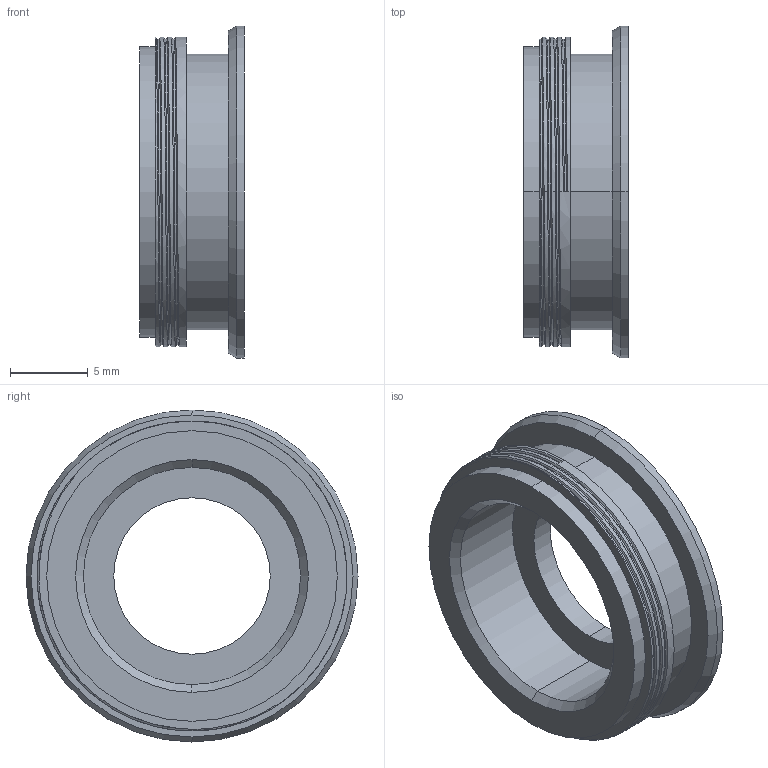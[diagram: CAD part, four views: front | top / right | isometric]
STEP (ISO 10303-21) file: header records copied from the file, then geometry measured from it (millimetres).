
FILE_DESCRIPTION (( 'STEP AP214' ), '1' );
FILE_NAME ('Bore Cap.STEP', '2024-10-08T19:20:33', ( '' ), ( '' ), 'SwSTEP 2.0', 'SolidWorks 2024', '' );
FILE_SCHEMA (( 'AUTOMOTIVE_DESIGN' ));
Length unit declared in the file: millimetre
Products named in the file (1): Bore Cap
Bounding box: 6.75 x 21.42 x 21.42 mm (x, y, z)
Volume: 1007.6 mm3; surface area: 1373.8 mm2
Topology: 1 solids, 1 shells, 33 faces, 75 edges, 48 vertices
Faces by surface type: cylinder 19, plane 7, cone 4, bspline 3
Entity records: 2881 total; most frequent: CARTESIAN_POINT 2151, ORIENTED_EDGE 150, DIRECTION 145, EDGE_CURVE 75, AXIS2_PLACEMENT_3D 59, VERTEX_POINT 48, EDGE_LOOP 39, ADVANCED_FACE 33
